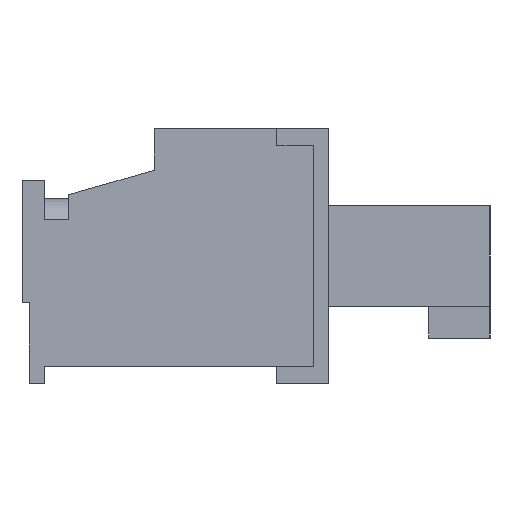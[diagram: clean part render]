
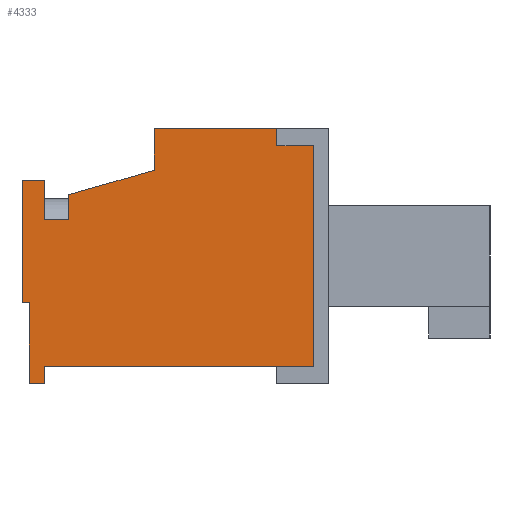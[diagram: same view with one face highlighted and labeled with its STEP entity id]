
A CAD part, left-side view. The second image highlights one B-rep face of the part: STEP entity #4333.
In plain terms, the highlighted planar face has unit normal (-1, 0, 0).
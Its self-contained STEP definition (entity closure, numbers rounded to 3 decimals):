
#394 = VERTEX_POINT ( 'NONE', #12206 ) ;
#495 = CARTESIAN_POINT ( 'NONE',  ( -3.5, -5.2, 6.66 ) ) ;
#776 = PLANE ( 'NONE',  #10956 ) ;
#1109 = VERTEX_POINT ( 'NONE', #24777 ) ;
#1307 = DIRECTION ( 'NONE',  ( 0., -1., 0. ) ) ;
#1350 = ORIENTED_EDGE ( 'NONE', *, *, #12951, .T. ) ;
#1633 = ORIENTED_EDGE ( 'NONE', *, *, #13134, .F. ) ;
#1956 = ORIENTED_EDGE ( 'NONE', *, *, #10199, .F. ) ;
#2162 = LINE ( 'NONE', #6282, #21991 ) ;
#2485 = CARTESIAN_POINT ( 'NONE',  ( -3.5, -3.1, 5.76 ) ) ;
#2501 = ORIENTED_EDGE ( 'NONE', *, *, #22828, .T. ) ;
#2678 = DIRECTION ( 'NONE',  ( -1., 0., 0. ) ) ;
#2836 = ORIENTED_EDGE ( 'NONE', *, *, #13097, .F. ) ;
#3091 = VERTEX_POINT ( 'NONE', #19746 ) ;
#3330 = ORIENTED_EDGE ( 'NONE', *, *, #21775, .T. ) ;
#3380 = DIRECTION ( 'NONE',  ( 0., 0., -1. ) ) ;
#3383 = VERTEX_POINT ( 'NONE', #10798 ) ;
#3398 = FACE_OUTER_BOUND ( 'NONE', #13335, .T. ) ;
#3691 = ORIENTED_EDGE ( 'NONE', *, *, #14355, .F. ) ;
#3803 = CARTESIAN_POINT ( 'NONE',  ( -3.5, -5.2, -5.24 ) ) ;
#3919 = DIRECTION ( 'NONE',  ( 0., 0., -1. ) ) ;
#3947 = VECTOR ( 'NONE', #10000, 1000. ) ;
#3963 = CARTESIAN_POINT ( 'NONE',  ( -3.5, 5.2, 5.74 ) ) ;
#4006 = ORIENTED_EDGE ( 'NONE', *, *, #12254, .F. ) ;
#4049 = VERTEX_POINT ( 'NONE', #15700 ) ;
#4325 = VECTOR ( 'NONE', #3919, 1000. ) ;
#4333 = ADVANCED_FACE ( 'NONE', ( #3398 ), #776, .T. ) ;
#4545 = ORIENTED_EDGE ( 'NONE', *, *, #14065, .F. ) ;
#4652 = CARTESIAN_POINT ( 'NONE',  ( -3.5, -1.5, 5.76 ) ) ;
#4827 = ORIENTED_EDGE ( 'NONE', *, *, #14552, .F. ) ;
#5210 = ORIENTED_EDGE ( 'NONE', *, *, #13699, .F. ) ;
#5393 = ORIENTED_EDGE ( 'NONE', *, *, #10391, .T. ) ;
#5661 = VECTOR ( 'NONE', #3380, 1000. ) ;
#5769 = ORIENTED_EDGE ( 'NONE', *, *, #11922, .T. ) ;
#5846 = DIRECTION ( 'NONE',  ( 0., -0.275, -0.962 ) ) ;
#5951 = CARTESIAN_POINT ( 'NONE',  ( -3.5, 1.9, 6.36 ) ) ;
#6014 = CARTESIAN_POINT ( 'NONE',  ( -3.5, -4.5, -3.74 ) ) ;
#6056 = ORIENTED_EDGE ( 'NONE', *, *, #14697, .T. ) ;
#6271 = LINE ( 'NONE', #7396, #15992 ) ;
#6282 = CARTESIAN_POINT ( 'NONE',  ( -3.5, 4.5, -5.24 ) ) ;
#6667 = ORIENTED_EDGE ( 'NONE', *, *, #13854, .T. ) ;
#6987 = LINE ( 'NONE', #7615, #16716 ) ;
#7396 = CARTESIAN_POINT ( 'NONE',  ( -3.5, -3.1, 5.76 ) ) ;
#7442 = LINE ( 'NONE', #14111, #10099 ) ;
#7538 = CARTESIAN_POINT ( 'NONE',  ( -3.5, 1.9, 6.36 ) ) ;
#7591 = CARTESIAN_POINT ( 'NONE',  ( -3.5, 4.5, -5.24 ) ) ;
#7615 = CARTESIAN_POINT ( 'NONE',  ( -3.5, -3.1, 4.76 ) ) ;
#8114 = VECTOR ( 'NONE', #11370, 1000. ) ;
#8255 = DIRECTION ( 'NONE',  ( 0., 0., -1. ) ) ;
#8471 = CARTESIAN_POINT ( 'NONE',  ( -3.5, -3.5, 1.26 ) ) ;
#8783 = ORIENTED_EDGE ( 'NONE', *, *, #13369, .T. ) ;
#8800 = LINE ( 'NONE', #15501, #4325 ) ;
#9304 = DIRECTION ( 'NONE',  ( 0., 0., 1. ) ) ;
#9514 = DIRECTION ( 'NONE',  ( 0., -1., 0. ) ) ;
#9851 = VECTOR ( 'NONE', #10382, 1000. ) ;
#10000 = DIRECTION ( 'NONE',  ( 0., 1., 0. ) ) ;
#10099 = VECTOR ( 'NONE', #8255, 1000. ) ;
#10199 = EDGE_CURVE ( 'NONE', #11794, #19727, #13086, .T. ) ;
#10382 = DIRECTION ( 'NONE',  ( 0., -1., 0. ) ) ;
#10391 = EDGE_CURVE ( 'NONE', #394, #3091, #19149, .T. ) ;
#10419 = VECTOR ( 'NONE', #5846, 1000. ) ;
#10534 = VERTEX_POINT ( 'NONE', #19629 ) ;
#10798 = CARTESIAN_POINT ( 'NONE',  ( -3.5, -4.5, -5.24 ) ) ;
#10886 = CARTESIAN_POINT ( 'NONE',  ( -3.5, 5.2, 5.74 ) ) ;
#10956 = AXIS2_PLACEMENT_3D ( 'NONE', #21833, #2678, #16161 ) ;
#11370 = DIRECTION ( 'NONE',  ( 0., 1., 0. ) ) ;
#11517 = CARTESIAN_POINT ( 'NONE',  ( -3.5, -3.5, 1.26 ) ) ;
#11638 = VECTOR ( 'NONE', #13970, 1000. ) ;
#11794 = VERTEX_POINT ( 'NONE', #3963 ) ;
#11922 = EDGE_CURVE ( 'NONE', #15235, #24177, #19408, .T. ) ;
#12206 = CARTESIAN_POINT ( 'NONE',  ( -3.5, -5.2, -3.74 ) ) ;
#12254 = EDGE_CURVE ( 'NONE', #13526, #15702, #6987, .T. ) ;
#12752 = CARTESIAN_POINT ( 'NONE',  ( -3.5, -4.5, -3.74 ) ) ;
#12875 = DIRECTION ( 'NONE',  ( 0., 0., 1. ) ) ;
#12945 = CARTESIAN_POINT ( 'NONE',  ( -3.5, -1.5, 5.76 ) ) ;
#12951 = EDGE_CURVE ( 'NONE', #13974, #19727, #13894, .T. ) ;
#13086 = LINE ( 'NONE', #10886, #22711 ) ;
#13097 = EDGE_CURVE ( 'NONE', #18253, #3383, #15444, .T. ) ;
#13134 = EDGE_CURVE ( 'NONE', #10534, #11794, #24360, .T. ) ;
#13271 = LINE ( 'NONE', #12752, #24027 ) ;
#13335 = EDGE_LOOP ( 'NONE', ( #1350, #1956, #1633, #2501, #3330, #2836, #8783, #5393, #5210, #4827, #4006, #3691, #4545, #6667, #5769, #6056 ) ) ;
#13369 = EDGE_CURVE ( 'NONE', #18253, #394, #13271, .T. ) ;
#13377 = DIRECTION ( 'NONE',  ( 0., 0., 1. ) ) ;
#13526 = VERTEX_POINT ( 'NONE', #15248 ) ;
#13679 = VERTEX_POINT ( 'NONE', #4652 ) ;
#13699 = EDGE_CURVE ( 'NONE', #1109, #3091, #20810, .T. ) ;
#13854 = EDGE_CURVE ( 'NONE', #4049, #15235, #6271, .T. ) ;
#13894 = LINE ( 'NONE', #7538, #8114 ) ;
#13967 = DIRECTION ( 'NONE',  ( 0., 1., 0. ) ) ;
#13970 = DIRECTION ( 'NONE',  ( 0., 1., 0. ) ) ;
#13974 = VERTEX_POINT ( 'NONE', #5951 ) ;
#14065 = EDGE_CURVE ( 'NONE', #4049, #13679, #17499, .T. ) ;
#14111 = CARTESIAN_POINT ( 'NONE',  ( -3.5, 1.9, 6.661 ) ) ;
#14355 = EDGE_CURVE ( 'NONE', #13679, #13526, #19861, .T. ) ;
#14552 = EDGE_CURVE ( 'NONE', #15702, #1109, #15660, .T. ) ;
#14697 = EDGE_CURVE ( 'NONE', #24177, #13974, #7442, .T. ) ;
#14836 = VECTOR ( 'NONE', #17621, 1000. ) ;
#15235 = VERTEX_POINT ( 'NONE', #15263 ) ;
#15248 = CARTESIAN_POINT ( 'NONE',  ( -3.5, -1.5, 4.76 ) ) ;
#15263 = CARTESIAN_POINT ( 'NONE',  ( -3.5, -3.1, 6.66 ) ) ;
#15444 = LINE ( 'NONE', #6014, #14836 ) ;
#15501 = CARTESIAN_POINT ( 'NONE',  ( -3.5, 4.5, 6.66 ) ) ;
#15660 = LINE ( 'NONE', #11517, #10419 ) ;
#15700 = CARTESIAN_POINT ( 'NONE',  ( -3.5, -3.1, 5.76 ) ) ;
#15702 = VERTEX_POINT ( 'NONE', #18602 ) ;
#15992 = VECTOR ( 'NONE', #9304, 1000. ) ;
#16161 = DIRECTION ( 'NONE',  ( 0., 0., 1. ) ) ;
#16672 = CARTESIAN_POINT ( 'NONE',  ( -3.5, 5.2, 6.36 ) ) ;
#16716 = VECTOR ( 'NONE', #9514, 1000. ) ;
#17499 = LINE ( 'NONE', #2485, #11638 ) ;
#17621 = DIRECTION ( 'NONE',  ( 0., 0., -1. ) ) ;
#17900 = DIRECTION ( 'NONE',  ( 0., -1., 0. ) ) ;
#17940 = VECTOR ( 'NONE', #13377, 1000. ) ;
#18122 = CARTESIAN_POINT ( 'NONE',  ( -3.5, 1.9, 6.66 ) ) ;
#18253 = VERTEX_POINT ( 'NONE', #20035 ) ;
#18602 = CARTESIAN_POINT ( 'NONE',  ( -3.5, -2.5, 4.76 ) ) ;
#19149 = LINE ( 'NONE', #3803, #17940 ) ;
#19408 = LINE ( 'NONE', #495, #24425 ) ;
#19629 = CARTESIAN_POINT ( 'NONE',  ( -3.5, 4.5, 5.74 ) ) ;
#19727 = VERTEX_POINT ( 'NONE', #16672 ) ;
#19746 = CARTESIAN_POINT ( 'NONE',  ( -3.5, -5.2, 1.26 ) ) ;
#19861 = LINE ( 'NONE', #12945, #5661 ) ;
#20035 = CARTESIAN_POINT ( 'NONE',  ( -3.5, -4.5, -3.74 ) ) ;
#20810 = LINE ( 'NONE', #8471, #9851 ) ;
#21627 = CARTESIAN_POINT ( 'NONE',  ( -3.5, 0.946, 5.74 ) ) ;
#21775 = EDGE_CURVE ( 'NONE', #22804, #3383, #2162, .T. ) ;
#21833 = CARTESIAN_POINT ( 'NONE',  ( -3.5, 0., 0. ) ) ;
#21991 = VECTOR ( 'NONE', #17900, 1000. ) ;
#22711 = VECTOR ( 'NONE', #12875, 1000. ) ;
#22804 = VERTEX_POINT ( 'NONE', #7591 ) ;
#22828 = EDGE_CURVE ( 'NONE', #10534, #22804, #8800, .T. ) ;
#24027 = VECTOR ( 'NONE', #1307, 1000. ) ;
#24177 = VERTEX_POINT ( 'NONE', #18122 ) ;
#24360 = LINE ( 'NONE', #21627, #3947 ) ;
#24425 = VECTOR ( 'NONE', #13967, 1000. ) ;
#24777 = CARTESIAN_POINT ( 'NONE',  ( -3.5, -3.5, 1.26 ) ) ;
